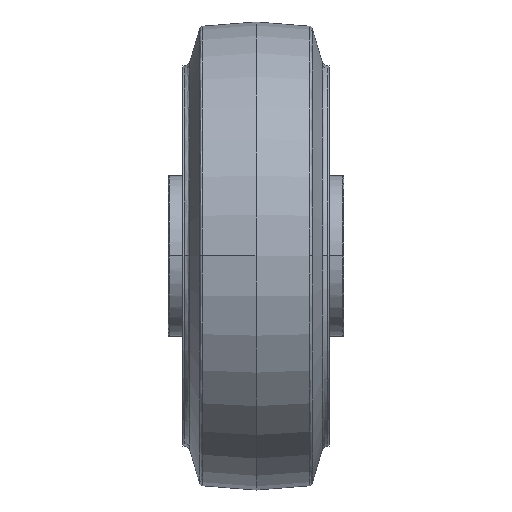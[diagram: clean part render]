
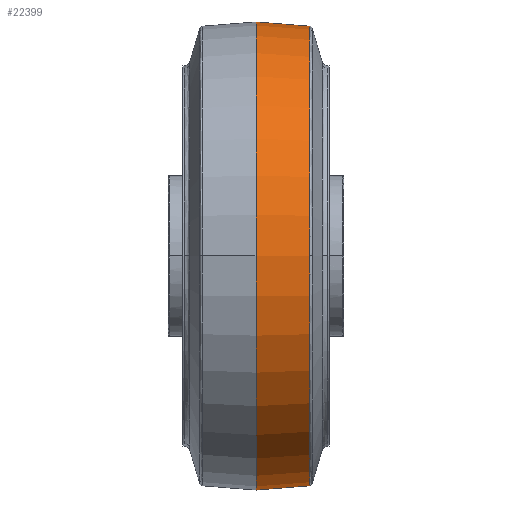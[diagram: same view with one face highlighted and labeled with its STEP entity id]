
A CAD part, top view. The second image highlights one B-rep face of the part: STEP entity #22399.
In plain terms, the highlighted conical face has half-angle 4.514 degrees and reference radius 80 mm.
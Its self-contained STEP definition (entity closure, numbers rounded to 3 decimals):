
#20 = CARTESIAN_POINT ( 'NONE',  ( 30., 80., 0. ) ) ;
#427 = DIRECTION ( 'NONE',  ( 0., -1., 0. ) ) ;
#1605 = VERTEX_POINT ( 'NONE', #5420 ) ;
#1705 = CIRCLE ( 'NONE', #7367, 78.554 ) ;
#2665 = AXIS2_PLACEMENT_3D ( 'NONE', #4049, #18255, #6084 ) ;
#3786 = VERTEX_POINT ( 'NONE', #9068 ) ;
#3991 = VERTEX_POINT ( 'NONE', #14399 ) ;
#4049 = CARTESIAN_POINT ( 'NONE',  ( 30., 0., 0. ) ) ;
#5420 = CARTESIAN_POINT ( 'NONE',  ( 48.315, -78.554, 0. ) ) ;
#5679 = AXIS2_PLACEMENT_3D ( 'NONE', #16590, #20495, #427 ) ;
#6084 = DIRECTION ( 'NONE',  ( 0., 0., 1. ) ) ;
#6216 = CARTESIAN_POINT ( 'NONE',  ( 30., -80., 0. ) ) ;
#6219 = DIRECTION ( 'NONE',  ( 1., 0., 0. ) ) ;
#6918 = VECTOR ( 'NONE', #12238, 1000. ) ;
#7367 = AXIS2_PLACEMENT_3D ( 'NONE', #22805, #10677, #24864 ) ;
#9068 = CARTESIAN_POINT ( 'NONE',  ( 30., 0., 80. ) ) ;
#9421 = AXIS2_PLACEMENT_3D ( 'NONE', #18400, #6219, #20438 ) ;
#9471 = EDGE_CURVE ( 'NONE', #17476, #3786, #15538, .T. ) ;
#10320 = ORIENTED_EDGE ( 'NONE', *, *, #9471, .T. ) ;
#10677 = DIRECTION ( 'NONE',  ( 1., 0., 0. ) ) ;
#11113 = DIRECTION ( 'NONE',  ( 1., 0., 0. ) ) ;
#12238 = DIRECTION ( 'NONE',  ( -0.997, 0.079, 0. ) ) ;
#12322 = DIRECTION ( 'NONE',  ( -0.997, -0.079, 0. ) ) ;
#12369 = CONICAL_SURFACE ( 'NONE', #5679, 80., 0.079 ) ;
#12370 = LINE ( 'NONE', #20, #6918 ) ;
#12401 = CIRCLE ( 'NONE', #2665, 80. ) ;
#12839 = EDGE_CURVE ( 'NONE', #3786, #26219, #12401, .T. ) ;
#13979 = VECTOR ( 'NONE', #12322, 1000. ) ;
#14399 = CARTESIAN_POINT ( 'NONE',  ( 48.315, 78.554, 0. ) ) ;
#15538 = CIRCLE ( 'NONE', #21763, 80. ) ;
#15717 = EDGE_CURVE ( 'NONE', #3991, #16302, #19516, .T. ) ;
#16302 = VERTEX_POINT ( 'NONE', #18550 ) ;
#16365 = EDGE_CURVE ( 'NONE', #16302, #1605, #1705, .T. ) ;
#16527 = ORIENTED_EDGE ( 'NONE', *, *, #15717, .F. ) ;
#16590 = CARTESIAN_POINT ( 'NONE',  ( 30., 0., 0. ) ) ;
#17476 = VERTEX_POINT ( 'NONE', #20112 ) ;
#18255 = DIRECTION ( 'NONE',  ( 1., 0., 0. ) ) ;
#18400 = CARTESIAN_POINT ( 'NONE',  ( 48.315, 0., 0. ) ) ;
#18550 = CARTESIAN_POINT ( 'NONE',  ( 48.315, 0., 78.554 ) ) ;
#19516 = CIRCLE ( 'NONE', #9421, 78.554 ) ;
#19826 = CARTESIAN_POINT ( 'NONE',  ( 30., -80., 0. ) ) ;
#20112 = CARTESIAN_POINT ( 'NONE',  ( 30., 80., 0. ) ) ;
#20270 = FACE_OUTER_BOUND ( 'NONE', #24045, .T. ) ;
#20438 = DIRECTION ( 'NONE',  ( 0., 0., -1. ) ) ;
#20495 = DIRECTION ( 'NONE',  ( -1., 0., 0. ) ) ;
#20627 = EDGE_CURVE ( 'NONE', #3991, #17476, #12370, .T. ) ;
#21763 = AXIS2_PLACEMENT_3D ( 'NONE', #23253, #11113, #25284 ) ;
#22000 = EDGE_CURVE ( 'NONE', #1605, #26219, #25381, .T. ) ;
#22290 = ORIENTED_EDGE ( 'NONE', *, *, #16365, .F. ) ;
#22399 = ADVANCED_FACE ( 'NONE', ( #20270 ), #12369, .T. ) ;
#22729 = ORIENTED_EDGE ( 'NONE', *, *, #22000, .F. ) ;
#22805 = CARTESIAN_POINT ( 'NONE',  ( 48.315, 0., 0. ) ) ;
#23253 = CARTESIAN_POINT ( 'NONE',  ( 30., 0., 0. ) ) ;
#24045 = EDGE_LOOP ( 'NONE', ( #16527, #26026, #10320, #24769, #22729, #22290 ) ) ;
#24769 = ORIENTED_EDGE ( 'NONE', *, *, #12839, .T. ) ;
#24864 = DIRECTION ( 'NONE',  ( 0., 0., -1. ) ) ;
#25284 = DIRECTION ( 'NONE',  ( 0., 0., 1. ) ) ;
#25381 = LINE ( 'NONE', #6216, #13979 ) ;
#26026 = ORIENTED_EDGE ( 'NONE', *, *, #20627, .T. ) ;
#26219 = VERTEX_POINT ( 'NONE', #19826 ) ;
